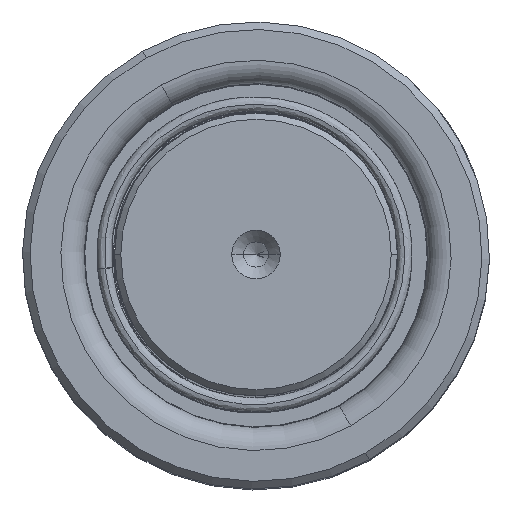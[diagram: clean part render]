
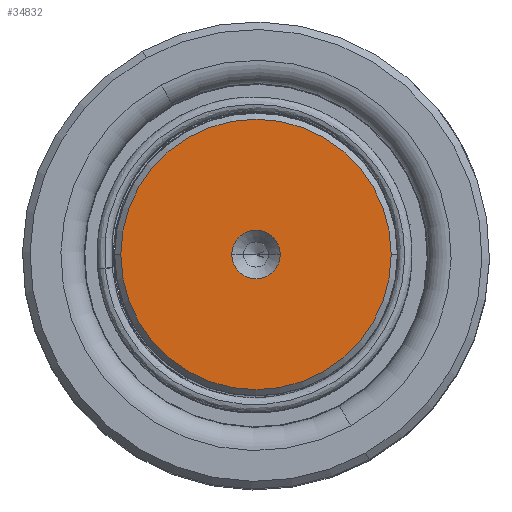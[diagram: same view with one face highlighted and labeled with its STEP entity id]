
A CAD part, top view. The second image highlights one B-rep face of the part: STEP entity #34832.
In plain terms, the highlighted planar face has unit normal (0, 0, 1).
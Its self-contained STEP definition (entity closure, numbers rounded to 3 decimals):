
#952 = CIRCLE ( 'NONE', #37779, 3.85 ) ;
#3078 = VERTEX_POINT ( 'NONE', #41700 ) ;
#8993 = DIRECTION ( 'NONE',  ( 0., 0., 1. ) ) ;
#9529 = AXIS2_PLACEMENT_3D ( 'NONE', #49951, #20169, #49107 ) ;
#10947 = DIRECTION ( 'NONE',  ( 0., 0., 1. ) ) ;
#13208 = CARTESIAN_POINT ( 'NONE',  ( 3.85, 0., 190. ) ) ;
#16082 = EDGE_CURVE ( 'NONE', #53427, #32537, #41972, .T. ) ;
#18160 = CIRCLE ( 'NONE', #23196, 21.514 ) ;
#18260 = CARTESIAN_POINT ( 'NONE',  ( 0., 0., 190. ) ) ;
#20169 = DIRECTION ( 'NONE',  ( 0., 0., 1. ) ) ;
#20678 = EDGE_CURVE ( 'NONE', #28505, #3078, #42527, .T. ) ;
#22997 = ORIENTED_EDGE ( 'NONE', *, *, #40902, .F. ) ;
#23196 = AXIS2_PLACEMENT_3D ( 'NONE', #44009, #48887, #33651 ) ;
#25828 = ORIENTED_EDGE ( 'NONE', *, *, #20678, .T. ) ;
#28505 = VERTEX_POINT ( 'NONE', #58728 ) ;
#30539 = DIRECTION ( 'NONE',  ( 1., 0., 0. ) ) ;
#31764 = PLANE ( 'NONE',  #42954 ) ;
#32537 = VERTEX_POINT ( 'NONE', #59374 ) ;
#33651 = DIRECTION ( 'NONE',  ( 1., 0., 0. ) ) ;
#34832 = ADVANCED_FACE ( 'NONE', ( #42565, #51676 ), #31764, .T. ) ;
#37779 = AXIS2_PLACEMENT_3D ( 'NONE', #39838, #10947, #48953 ) ;
#39838 = CARTESIAN_POINT ( 'NONE',  ( 0., 0., 190. ) ) ;
#40571 = ORIENTED_EDGE ( 'NONE', *, *, #56000, .T. ) ;
#40902 = EDGE_CURVE ( 'NONE', #32537, #53427, #952, .T. ) ;
#41700 = CARTESIAN_POINT ( 'NONE',  ( -21.514, 0., 190. ) ) ;
#41972 = CIRCLE ( 'NONE', #9529, 3.85 ) ;
#42527 = CIRCLE ( 'NONE', #53235, 21.514 ) ;
#42565 = FACE_BOUND ( 'NONE', #47536, .T. ) ;
#42954 = AXIS2_PLACEMENT_3D ( 'NONE', #18260, #8993, #61890 ) ;
#44009 = CARTESIAN_POINT ( 'NONE',  ( 0., 0., 190. ) ) ;
#47536 = EDGE_LOOP ( 'NONE', ( #54648, #22997 ) ) ;
#48887 = DIRECTION ( 'NONE',  ( 0., 0., 1. ) ) ;
#48953 = DIRECTION ( 'NONE',  ( 1., 0., 0. ) ) ;
#49107 = DIRECTION ( 'NONE',  ( 1., 0., 0. ) ) ;
#49804 = DIRECTION ( 'NONE',  ( 0., 0., 1. ) ) ;
#49951 = CARTESIAN_POINT ( 'NONE',  ( 0., 0., 190. ) ) ;
#51209 = EDGE_LOOP ( 'NONE', ( #40571, #25828 ) ) ;
#51676 = FACE_OUTER_BOUND ( 'NONE', #51209, .T. ) ;
#53235 = AXIS2_PLACEMENT_3D ( 'NONE', #53818, #49804, #30539 ) ;
#53427 = VERTEX_POINT ( 'NONE', #13208 ) ;
#53818 = CARTESIAN_POINT ( 'NONE',  ( 0., 0., 190. ) ) ;
#54648 = ORIENTED_EDGE ( 'NONE', *, *, #16082, .F. ) ;
#56000 = EDGE_CURVE ( 'NONE', #3078, #28505, #18160, .T. ) ;
#58728 = CARTESIAN_POINT ( 'NONE',  ( 21.514, 0., 190. ) ) ;
#59374 = CARTESIAN_POINT ( 'NONE',  ( -3.85, 0., 190. ) ) ;
#61890 = DIRECTION ( 'NONE',  ( 1., 0., 0. ) ) ;
